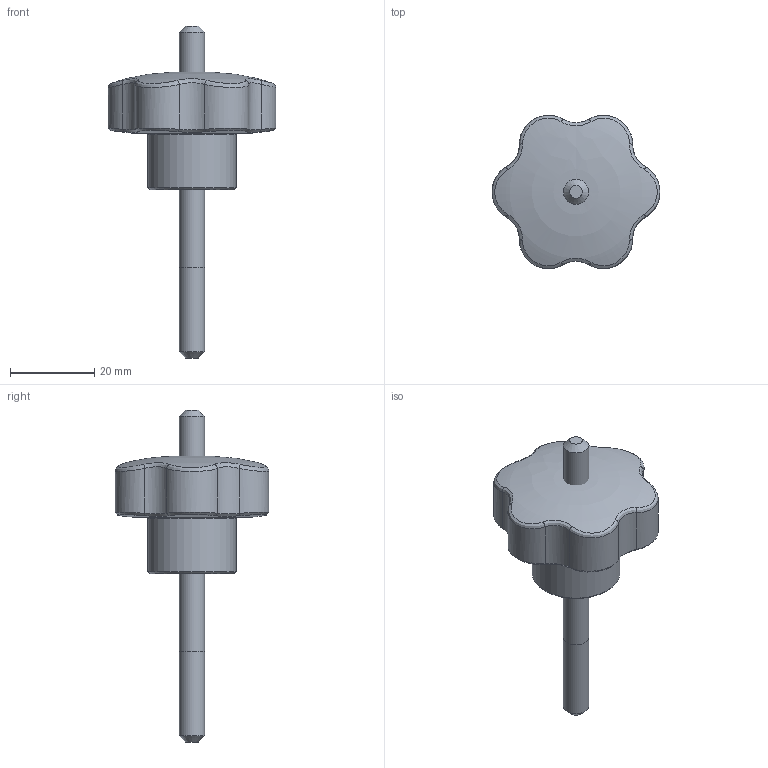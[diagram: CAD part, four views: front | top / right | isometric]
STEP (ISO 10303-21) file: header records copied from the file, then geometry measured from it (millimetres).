
FILE_DESCRIPTION( ( 'Unknown' ), '1' );
FILE_NAME( '6112150_VP40.stp', 'Unknown', ( 'Unknown' ), ( 'Unknown' ), 'XStep 1.0', 'Unknown', ' ' );
FILE_SCHEMA( ( 'CONFIG_CONTROL_DESIGN' ) );
Length unit declared in the file: millimetre
Products named in the file (3): Assem1; VP40_ø10; 1833130
Bounding box: 40 x 36.52 x 79.05 mm (x, y, z)
Volume: 38169.6 mm3; surface area: 14268.1 mm2
Topology: 4 solids, 4 shells, 120 faces, 252 edges, 144 vertices
Faces by surface type: bspline 50, cylinder 38, plane 12, cone 10, torus 8, revolution 2
Full cylindrical faces by diameter (mm): 6 x6, 10 x4, 21 x2, 25.44 x2
Entity records: 4231 total; most frequent: CARTESIAN_POINT 3073, ORIENTED_EDGE 210, DIRECTION 165, EDGE_CURVE 105, EDGE_LOOP 80, FACE_OUTER_BOUND 72, AXIS2_PLACEMENT_3D 70, VERTEX_POINT 70
